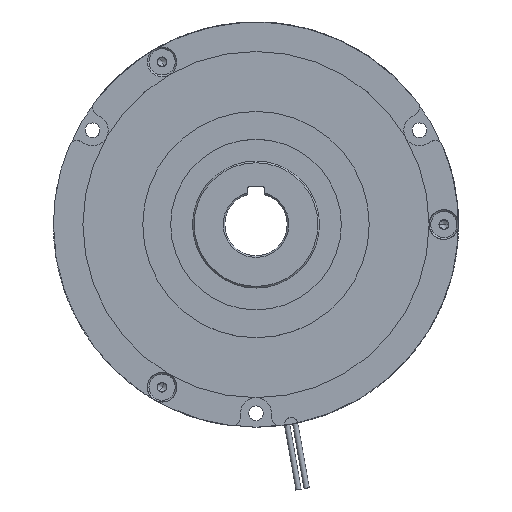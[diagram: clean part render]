
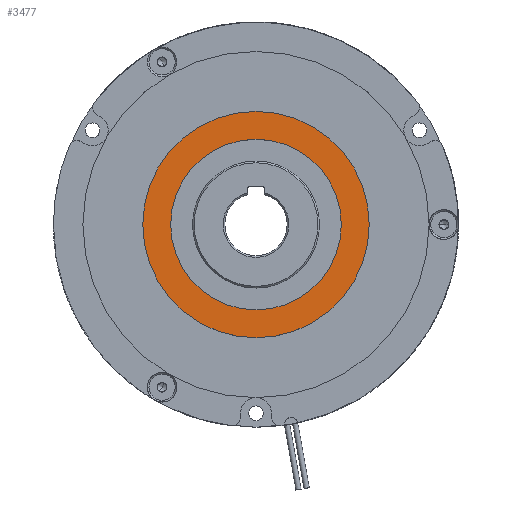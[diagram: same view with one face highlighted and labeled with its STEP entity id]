
A CAD part, top view. The second image highlights one B-rep face of the part: STEP entity #3477.
In plain terms, the highlighted planar face has unit normal (0, 0, -1).
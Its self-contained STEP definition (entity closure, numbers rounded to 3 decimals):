
#522 = DIRECTION ( 'NONE',  ( 0., 0., 1. ) ) ;
#910 = AXIS2_PLACEMENT_3D ( 'NONE', #7651, #2552, #8514 ) ;
#1215 = CARTESIAN_POINT ( 'NONE',  ( 0., 0., 21.4 ) ) ;
#1468 = CIRCLE ( 'NONE', #6560, 34.5 ) ;
#1495 = EDGE_CURVE ( 'NONE', #4924, #2235, #1468, .T. ) ;
#2093 = DIRECTION ( 'NONE',  ( 1., 0., 0. ) ) ;
#2235 = VERTEX_POINT ( 'NONE', #2404 ) ;
#2404 = CARTESIAN_POINT ( 'NONE',  ( -34.5, 0., 21.4 ) ) ;
#2552 = DIRECTION ( 'NONE',  ( 0., 0., 1. ) ) ;
#2554 = CIRCLE ( 'NONE', #2986, 34.5 ) ;
#2647 = DIRECTION ( 'NONE',  ( 0., 0., 1. ) ) ;
#2985 = ORIENTED_EDGE ( 'NONE', *, *, #3322, .F. ) ;
#2986 = AXIS2_PLACEMENT_3D ( 'NONE', #4512, #10507, #5365 ) ;
#3112 = EDGE_CURVE ( 'NONE', #3155, #7733, #3471, .T. ) ;
#3155 = VERTEX_POINT ( 'NONE', #4246 ) ;
#3322 = EDGE_CURVE ( 'NONE', #2235, #4924, #2554, .T. ) ;
#3471 = CIRCLE ( 'NONE', #910, 26. ) ;
#3477 = ADVANCED_FACE ( 'NONE', ( #8147, #10173 ), #9870, .F. ) ;
#3832 = AXIS2_PLACEMENT_3D ( 'NONE', #7755, #2647, #8614 ) ;
#4246 = CARTESIAN_POINT ( 'NONE',  ( -26., 0., 21.4 ) ) ;
#4496 = CARTESIAN_POINT ( 'NONE',  ( 26., 0., 21.4 ) ) ;
#4512 = CARTESIAN_POINT ( 'NONE',  ( 0., 0., 21.4 ) ) ;
#4924 = VERTEX_POINT ( 'NONE', #7980 ) ;
#5365 = DIRECTION ( 'NONE',  ( 1., 0., 0. ) ) ;
#5638 = CARTESIAN_POINT ( 'NONE',  ( 0., 0., 21.4 ) ) ;
#5685 = ORIENTED_EDGE ( 'NONE', *, *, #9044, .T. ) ;
#6518 = EDGE_LOOP ( 'NONE', ( #7968, #5685 ) ) ;
#6560 = AXIS2_PLACEMENT_3D ( 'NONE', #1215, #7198, #2093 ) ;
#6655 = DIRECTION ( 'NONE',  ( 1., 0., 0. ) ) ;
#6670 = ORIENTED_EDGE ( 'NONE', *, *, #1495, .F. ) ;
#7198 = DIRECTION ( 'NONE',  ( 0., 0., 1. ) ) ;
#7366 = AXIS2_PLACEMENT_3D ( 'NONE', #5638, #522, #6655 ) ;
#7651 = CARTESIAN_POINT ( 'NONE',  ( 0., 0., 21.4 ) ) ;
#7733 = VERTEX_POINT ( 'NONE', #4496 ) ;
#7755 = CARTESIAN_POINT ( 'NONE',  ( 0., 0., 21.4 ) ) ;
#7968 = ORIENTED_EDGE ( 'NONE', *, *, #3112, .T. ) ;
#7980 = CARTESIAN_POINT ( 'NONE',  ( 34.5, 0., 21.4 ) ) ;
#8147 = FACE_BOUND ( 'NONE', #6518, .T. ) ;
#8514 = DIRECTION ( 'NONE',  ( 1., 0., 0. ) ) ;
#8614 = DIRECTION ( 'NONE',  ( 1., 0., 0. ) ) ;
#8918 = CIRCLE ( 'NONE', #3832, 26. ) ;
#9044 = EDGE_CURVE ( 'NONE', #7733, #3155, #8918, .T. ) ;
#9868 = EDGE_LOOP ( 'NONE', ( #2985, #6670 ) ) ;
#9870 = PLANE ( 'NONE',  #7366 ) ;
#10173 = FACE_OUTER_BOUND ( 'NONE', #9868, .T. ) ;
#10507 = DIRECTION ( 'NONE',  ( 0., 0., 1. ) ) ;
